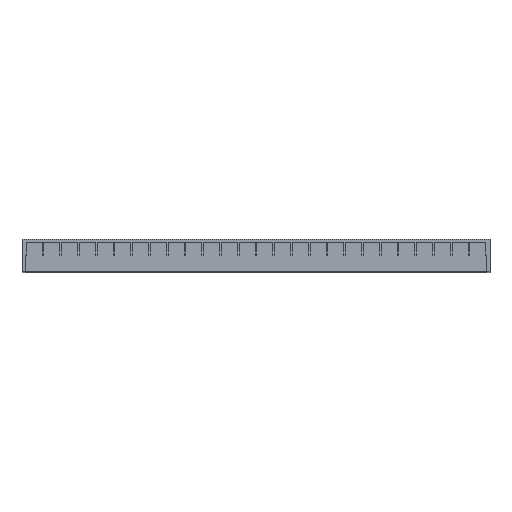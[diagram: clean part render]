
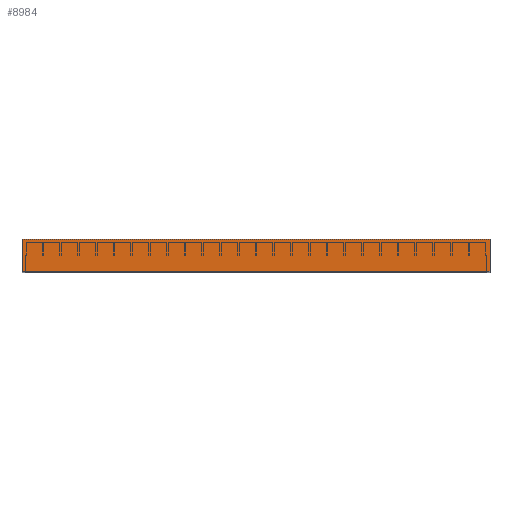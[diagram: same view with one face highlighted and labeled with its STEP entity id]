
A CAD part, top view. The second image highlights one B-rep face of the part: STEP entity #8984.
In plain terms, the highlighted planar face has unit normal (0, 0, 1).
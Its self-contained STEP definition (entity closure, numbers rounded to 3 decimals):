
#369 = ORIENTED_EDGE ( 'NONE', *, *, #44986, .F. ) ;
#1120 = DIRECTION ( 'NONE',  ( 0., 1., 0. ) ) ;
#1345 = B_SPLINE_CURVE_WITH_KNOTS ( 'NONE', 3,
 ( #16444, #39569, #28222, #68457 ),
 .UNSPECIFIED., .F., .F.,
 ( 4, 4 ),
 ( 0., 1. ),
 .UNSPECIFIED. ) ;
#3352 = DIRECTION ( 'NONE',  ( 0., -1., 0. ) ) ;
#6908 = DIRECTION ( 'NONE',  ( 0., 0., -1. ) ) ;
#8645 = EDGE_CURVE ( 'NONE', #54052, #38769, #71528, .T. ) ;
#8984 = ADVANCED_FACE ( 'NONE', ( #17503 ), #70775, .F. ) ;
#10697 = DIRECTION ( 'NONE',  ( -1., 0., 0. ) ) ;
#12113 = VERTEX_POINT ( 'NONE', #65858 ) ;
#16444 = CARTESIAN_POINT ( 'NONE',  ( 0., -10., 0. ) ) ;
#16545 = VECTOR ( 'NONE', #3352, 1000. ) ;
#17503 = FACE_OUTER_BOUND ( 'NONE', #43759, .T. ) ;
#19812 = ORIENTED_EDGE ( 'NONE', *, *, #68442, .F. ) ;
#21935 = LINE ( 'NONE', #49354, #16545 ) ;
#25348 = ORIENTED_EDGE ( 'NONE', *, *, #8645, .T. ) ;
#28222 = CARTESIAN_POINT ( 'NONE',  ( 0., 3.333, 0. ) ) ;
#29233 = VECTOR ( 'NONE', #10697, 1000. ) ;
#29320 = DIRECTION ( 'NONE',  ( -1., 0., 0. ) ) ;
#30517 = CARTESIAN_POINT ( 'NONE',  ( 290., 10., 0. ) ) ;
#32160 = ORIENTED_EDGE ( 'NONE', *, *, #42994, .F. ) ;
#33023 = CARTESIAN_POINT ( 'NONE',  ( 290., 10., 0. ) ) ;
#34793 = VECTOR ( 'NONE', #29320, 1000. ) ;
#38769 = VERTEX_POINT ( 'NONE', #55656 ) ;
#38896 = CARTESIAN_POINT ( 'NONE',  ( 0., -10., 0. ) ) ;
#39569 = CARTESIAN_POINT ( 'NONE',  ( 0., -3.333, 0. ) ) ;
#40857 = AXIS2_PLACEMENT_3D ( 'NONE', #30517, #6908, #1120 ) ;
#41910 = VERTEX_POINT ( 'NONE', #38896 ) ;
#42994 = EDGE_CURVE ( 'NONE', #54052, #12113, #21935, .T. ) ;
#43759 = EDGE_LOOP ( 'NONE', ( #25348, #369, #19812, #32160 ) ) ;
#44986 = EDGE_CURVE ( 'NONE', #41910, #38769, #1345, .T. ) ;
#49354 = CARTESIAN_POINT ( 'NONE',  ( 290., 10., 0. ) ) ;
#50668 = CARTESIAN_POINT ( 'NONE',  ( 290., 10., 0. ) ) ;
#54052 = VERTEX_POINT ( 'NONE', #33023 ) ;
#55656 = CARTESIAN_POINT ( 'NONE',  ( 0., 10., 0. ) ) ;
#58227 = LINE ( 'NONE', #70306, #34793 ) ;
#65858 = CARTESIAN_POINT ( 'NONE',  ( 290., -10., 0. ) ) ;
#68442 = EDGE_CURVE ( 'NONE', #12113, #41910, #58227, .T. ) ;
#68457 = CARTESIAN_POINT ( 'NONE',  ( 0., 10., 0. ) ) ;
#70306 = CARTESIAN_POINT ( 'NONE',  ( 290., -10., 0. ) ) ;
#70775 = PLANE ( 'NONE',  #40857 ) ;
#71528 = LINE ( 'NONE', #50668, #29233 ) ;
